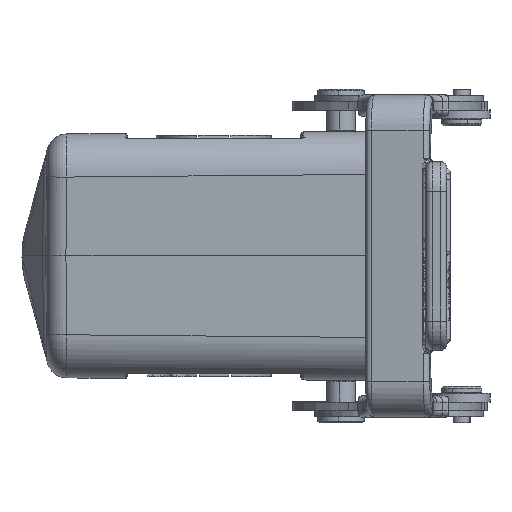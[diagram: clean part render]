
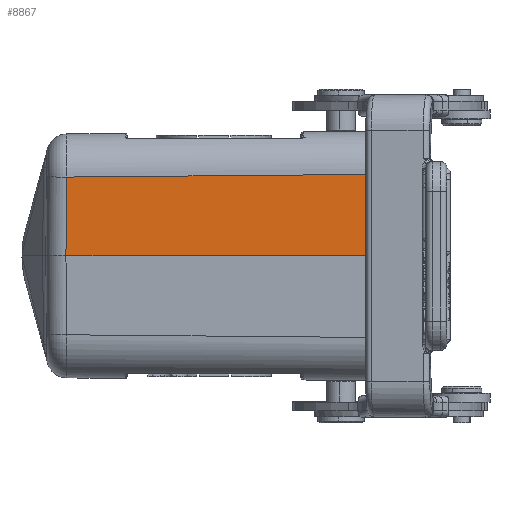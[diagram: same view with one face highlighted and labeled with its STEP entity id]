
A CAD part, left-side view. The second image highlights one B-rep face of the part: STEP entity #8867.
In plain terms, the highlighted planar face has unit normal (-1, 0.009, 0.009).
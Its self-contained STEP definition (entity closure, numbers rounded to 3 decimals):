
#967=PLANE('',#32933);
#4067=LINE('',#53883,#6353);
#4068=LINE('',#53919,#6354);
#4070=LINE('',#53922,#6356);
#6353=VECTOR('',#38660,1.);
#6354=VECTOR('',#38667,1.);
#6356=VECTOR('',#38671,1.);
#8867=ADVANCED_FACE('',(#10634),#967,.F.);
#10634=FACE_OUTER_BOUND('',#12467,.T.);
#12467=EDGE_LOOP('',(#18747,#18748,#18749,#18750,#18751));
#18747=ORIENTED_EDGE('',*,*,#28243,.T.);
#18748=ORIENTED_EDGE('',*,*,#28251,.F.);
#18749=ORIENTED_EDGE('',*,*,#28249,.F.);
#18750=ORIENTED_EDGE('',*,*,#28252,.F.);
#18751=ORIENTED_EDGE('',*,*,#28253,.F.);
#23911=VERTEX_POINT('',#50876);
#24266=VERTEX_POINT('',#53871);
#24268=VERTEX_POINT('',#53891);
#24272=VERTEX_POINT('',#53917);
#24274=VERTEX_POINT('',#53927);
#28243=EDGE_CURVE('',#23911,#24266,#4067,.T.);
#28249=EDGE_CURVE('',#24272,#24268,#4068,.T.);
#28251=EDGE_CURVE('',#24268,#24266,#4070,.T.);
#28252=EDGE_CURVE('',#24274,#24272,#30825,.T.);
#28253=EDGE_CURVE('',#23911,#24274,#30826,.T.);
#30825=B_SPLINE_CURVE_WITH_KNOTS('',3,(#53923,#53924,#53925,#53926),
 .UNSPECIFIED.,.F.,.F.,(4,4),(0.,1.),.UNSPECIFIED.);
#30826=B_SPLINE_CURVE_WITH_KNOTS('',3,(#53928,#53929,#53930,#53931),
 .UNSPECIFIED.,.F.,.F.,(4,4),(0.,1.),.UNSPECIFIED.);
#32933=AXIS2_PLACEMENT_3D('',#53932,#38672,#38673);
#38660=DIRECTION('',(0.009,0.,1.));
#38667=DIRECTION('',(0.009,-0.009,1.));
#38671=DIRECTION('',(-0.009,-1.,0.009));
#38672=DIRECTION('',(1.,-0.009,-0.009));
#38673=DIRECTION('',(0.009,0.,1.));
#50876=CARTESIAN_POINT('',(-36.491,71.009,0.));
#53871=CARTESIAN_POINT('',(-36.369,71.009,14.057));
#53883=CARTESIAN_POINT('',(-36.491,71.009,0.));
#53891=CARTESIAN_POINT('',(-35.915,123.412,13.6));
#53917=CARTESIAN_POINT('',(-36.033,123.531,0.));
#53919=CARTESIAN_POINT('',(-36.033,123.531,0.));
#53922=CARTESIAN_POINT('',(-35.915,123.412,13.6));
#53923=CARTESIAN_POINT('',(-36.408,80.5,-0.001));
#53924=CARTESIAN_POINT('',(-36.283,94.843,0.));
#53925=CARTESIAN_POINT('',(-36.158,109.187,0.));
#53926=CARTESIAN_POINT('',(-36.033,123.531,0.));
#53927=CARTESIAN_POINT('',(-36.408,80.5,-0.001));
#53928=CARTESIAN_POINT('',(-36.491,71.009,0.));
#53929=CARTESIAN_POINT('',(-36.464,74.172,0.));
#53930=CARTESIAN_POINT('',(-36.436,77.336,0.));
#53931=CARTESIAN_POINT('',(-36.408,80.5,-0.001));
#53932=CARTESIAN_POINT('',(-36.201,97.27,7.026));
